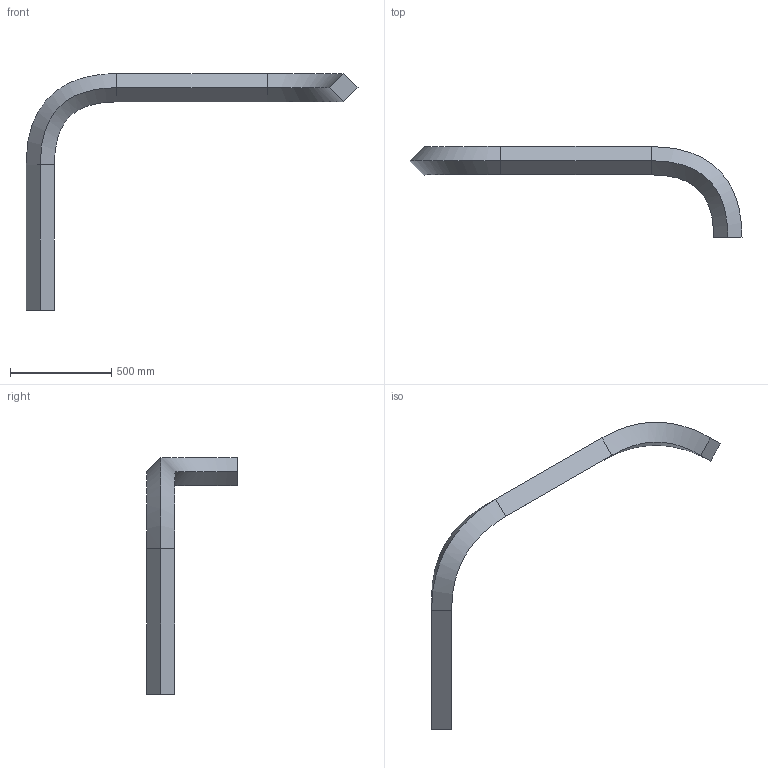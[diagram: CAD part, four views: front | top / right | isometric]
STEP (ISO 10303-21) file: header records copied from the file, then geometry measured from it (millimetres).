
FILE_DESCRIPTION(('Open CASCADE Model'),'2;1');
FILE_NAME('Open CASCADE Shape Model','2024-10-07T14:11:41',('Author'),( 'Open CASCADE'),'Open CASCADE STEP processor 7.7','Open CASCADE 7.7' ,'Unknown');
FILE_SCHEMA(('AUTOMOTIVE_DESIGN { 1 0 10303 214 1 1 1 1 }'));
Length unit declared in the file: millimetre
Products named in the file (1): Open CASCADE STEP translator 7.7 14
Bounding box: 1640 x 449.41 x 1170 mm (x, y, z)
Volume: 26396357.6 mm3; surface area: 1086173.9 mm2
Topology: 1 solids, 1 shells, 18 faces, 36 edges, 20 vertices
Faces by surface type: plane 10, bspline 8
Entity records: 1242 total; most frequent: CARTESIAN_POINT 571, DIRECTION 90, ORIENTED_EDGE 72, PCURVE 72, DEFINITIONAL_REPRESENTATION 72, LINE 68, VECTOR 68, B_SPLINE_CURVE_WITH_KNOTS 40
